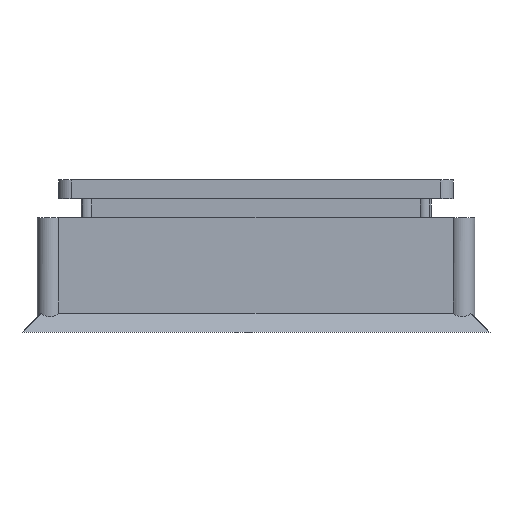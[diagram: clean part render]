
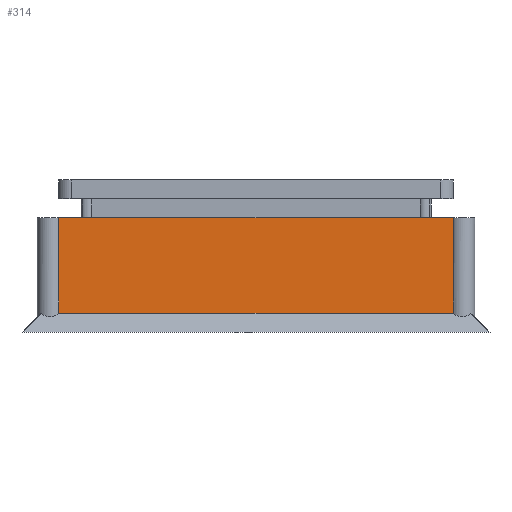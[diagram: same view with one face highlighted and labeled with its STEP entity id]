
A CAD part, front view. The second image highlights one B-rep face of the part: STEP entity #314.
In plain terms, the highlighted planar face has unit normal (0, -1, 0).
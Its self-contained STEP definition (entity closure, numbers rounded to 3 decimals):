
#79 = EDGE_CURVE('',#80,#82,#84,.T.);
#80 = VERTEX_POINT('',#81);
#81 = CARTESIAN_POINT('',(-15.541,-2.965,-10.5));
#82 = VERTEX_POINT('',#83);
#83 = CARTESIAN_POINT('',(15.541,-2.965,-10.5));
#84 = LINE('',#85,#86);
#85 = CARTESIAN_POINT('',(-16.955,-2.965,-10.5));
#86 = VECTOR('',#87,1.);
#87 = DIRECTION('',(1.,0.,0.));
#245 = VERTEX_POINT('',#246);
#246 = CARTESIAN_POINT('',(-15.541,-2.965,-2.97));
#253 = EDGE_CURVE('',#80,#245,#254,.T.);
#254 = LINE('',#255,#256);
#255 = CARTESIAN_POINT('',(-15.541,-2.965,-12.));
#256 = VECTOR('',#257,1.);
#257 = DIRECTION('',(0.,0.,1.));
#314 = ADVANCED_FACE('',(#315),#333,.F.);
#315 = FACE_BOUND('',#316,.F.);
#316 = EDGE_LOOP('',(#317,#318,#319,#327));
#317 = ORIENTED_EDGE('',*,*,#79,.F.);
#318 = ORIENTED_EDGE('',*,*,#253,.T.);
#319 = ORIENTED_EDGE('',*,*,#320,.T.);
#320 = EDGE_CURVE('',#245,#321,#323,.T.);
#321 = VERTEX_POINT('',#322);
#322 = CARTESIAN_POINT('',(15.541,-2.965,-2.97));
#323 = LINE('',#324,#325);
#324 = CARTESIAN_POINT('',(-16.955,-2.965,-2.97));
#325 = VECTOR('',#326,1.);
#326 = DIRECTION('',(1.,0.,0.));
#327 = ORIENTED_EDGE('',*,*,#328,.F.);
#328 = EDGE_CURVE('',#82,#321,#329,.T.);
#329 = LINE('',#330,#331);
#330 = CARTESIAN_POINT('',(15.541,-2.965,-12.));
#331 = VECTOR('',#332,1.);
#332 = DIRECTION('',(0.,0.,1.));
#333 = PLANE('',#334);
#334 = AXIS2_PLACEMENT_3D('',#335,#336,#337);
#335 = CARTESIAN_POINT('',(-15.541,-2.965,-12.));
#336 = DIRECTION('',(0.,1.,0.));
#337 = DIRECTION('',(1.,0.,0.));
